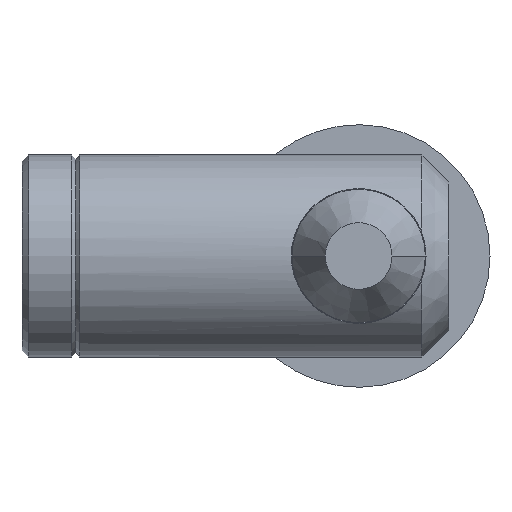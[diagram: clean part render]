
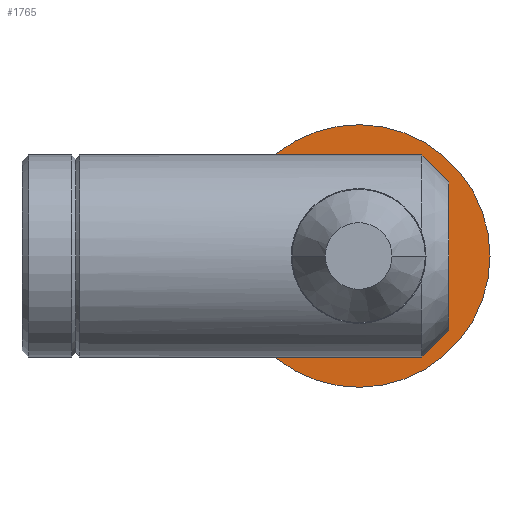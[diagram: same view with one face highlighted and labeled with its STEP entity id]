
A CAD part, left-side view. The second image highlights one B-rep face of the part: STEP entity #1765.
In plain terms, the highlighted planar face has unit normal (-1, 0, 0).
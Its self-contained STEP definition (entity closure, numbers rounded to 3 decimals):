
#10 = ORIENTED_EDGE ( 'NONE', *, *, #871, .F. ) ;
#98 = EDGE_LOOP ( 'NONE', ( #662, #1844, #951, #1100 ) ) ;
#141 = LINE ( 'NONE', #656, #1036 ) ;
#149 = CARTESIAN_POINT ( 'NONE',  ( 38., -21., 0. ) ) ;
#164 = VERTEX_POINT ( 'NONE', #1828 ) ;
#170 = EDGE_CURVE ( 'NONE', #756, #901, #141, .T. ) ;
#175 = DIRECTION ( 'NONE',  ( -1., 0., 0. ) ) ;
#208 = DIRECTION ( 'NONE',  ( 0., 1., 0. ) ) ;
#213 = CARTESIAN_POINT ( 'NONE',  ( 38., -25., 0. ) ) ;
#218 = VERTEX_POINT ( 'NONE', #996 ) ;
#221 = CIRCLE ( 'NONE', #1347, 9.75 ) ;
#224 = EDGE_CURVE ( 'NONE', #164, #901, #1244, .T. ) ;
#304 = DIRECTION ( 'NONE',  ( 0., -1., 0. ) ) ;
#327 = AXIS2_PLACEMENT_3D ( 'NONE', #213, #622, #1302 ) ;
#341 = AXIS2_PLACEMENT_3D ( 'NONE', #2015, #1850, #304 ) ;
#360 = CARTESIAN_POINT ( 'NONE',  ( 38., -25., 0. ) ) ;
#517 = CIRCLE ( 'NONE', #327, 4. ) ;
#519 = VECTOR ( 'NONE', #1613, 1000. ) ;
#530 = EDGE_CURVE ( 'NONE', #2093, #164, #221, .T. ) ;
#542 = FACE_BOUND ( 'NONE', #1259, .T. ) ;
#550 = DIRECTION ( 'NONE',  ( -1., 0., 0. ) ) ;
#560 = CIRCLE ( 'NONE', #2027, 4. ) ;
#622 = DIRECTION ( 'NONE',  ( -1., 0., 0. ) ) ;
#656 = CARTESIAN_POINT ( 'NONE',  ( 38., -18.275, -2.725 ) ) ;
#657 = VERTEX_POINT ( 'NONE', #1796 ) ;
#662 = ORIENTED_EDGE ( 'NONE', *, *, #1241, .F. ) ;
#711 = DIRECTION ( 'NONE',  ( 0., -1., 0. ) ) ;
#756 = VERTEX_POINT ( 'NONE', #2192 ) ;
#871 = EDGE_CURVE ( 'NONE', #218, #657, #517, .T. ) ;
#901 = VERTEX_POINT ( 'NONE', #2003 ) ;
#937 = CARTESIAN_POINT ( 'NONE',  ( 38., -18.275, 2.725 ) ) ;
#951 = ORIENTED_EDGE ( 'NONE', *, *, #224, .T. ) ;
#986 = DIRECTION ( 'NONE',  ( 0., 0.707, 0.707 ) ) ;
#996 = CARTESIAN_POINT ( 'NONE',  ( 38., -29., 0. ) ) ;
#1016 = ORIENTED_EDGE ( 'NONE', *, *, #2076, .F. ) ;
#1036 = VECTOR ( 'NONE', #986, 1000. ) ;
#1061 = DIRECTION ( 'NONE',  ( 0., -1., 0. ) ) ;
#1100 = ORIENTED_EDGE ( 'NONE', *, *, #170, .F. ) ;
#1213 = CARTESIAN_POINT ( 'NONE',  ( 38., -15.254, -0.296 ) ) ;
#1222 = CARTESIAN_POINT ( 'NONE',  ( 38., -25., 0. ) ) ;
#1241 = EDGE_CURVE ( 'NONE', #2093, #756, #1430, .T. ) ;
#1244 = CIRCLE ( 'NONE', #341, 9.75 ) ;
#1259 = EDGE_LOOP ( 'NONE', ( #10, #1016 ) ) ;
#1302 = DIRECTION ( 'NONE',  ( 0., -1., 0. ) ) ;
#1347 = AXIS2_PLACEMENT_3D ( 'NONE', #360, #550, #1061 ) ;
#1430 = LINE ( 'NONE', #937, #519 ) ;
#1613 = DIRECTION ( 'NONE',  ( 0., -0.707, 0.707 ) ) ;
#1692 = FACE_OUTER_BOUND ( 'NONE', #98, .T. ) ;
#1753 = DIRECTION ( 'NONE',  ( 1., 0., 0. ) ) ;
#1765 = ADVANCED_FACE ( 'NONE', ( #542, #1692 ), #1937, .F. ) ;
#1796 = CARTESIAN_POINT ( 'NONE',  ( 38., -21., 0. ) ) ;
#1828 = CARTESIAN_POINT ( 'NONE',  ( 38., -34.75, 0. ) ) ;
#1844 = ORIENTED_EDGE ( 'NONE', *, *, #530, .T. ) ;
#1850 = DIRECTION ( 'NONE',  ( -1., 0., 0. ) ) ;
#1937 = PLANE ( 'NONE',  #2054 ) ;
#2003 = CARTESIAN_POINT ( 'NONE',  ( 38., -15.254, 0.296 ) ) ;
#2015 = CARTESIAN_POINT ( 'NONE',  ( 38., -25., 0. ) ) ;
#2027 = AXIS2_PLACEMENT_3D ( 'NONE', #1222, #175, #711 ) ;
#2054 = AXIS2_PLACEMENT_3D ( 'NONE', #149, #1753, #208 ) ;
#2076 = EDGE_CURVE ( 'NONE', #657, #218, #560, .T. ) ;
#2093 = VERTEX_POINT ( 'NONE', #1213 ) ;
#2192 = CARTESIAN_POINT ( 'NONE',  ( 38., -15.55, 0. ) ) ;
